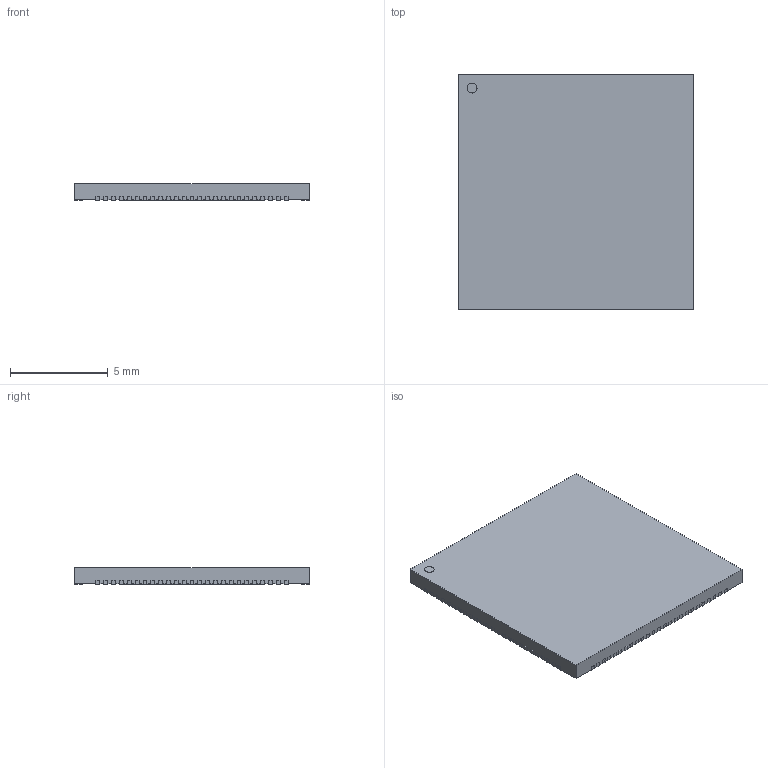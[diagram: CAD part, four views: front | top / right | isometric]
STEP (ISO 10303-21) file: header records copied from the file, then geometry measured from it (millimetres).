
FILE_DESCRIPTION(/* description */ ('model of ArtInChip_QFN-100-1EP_12x12mm_P0.4mm_EP7.4x7.4mm'),/* implementation_level */ '2;1');
FILE_NAME(/* name */ 'ArtInChip_QFN-100-1EP_12x12mm_P0.4mm_EP7.4x7.4mm.step',/* time_stamp */ '2024-09-27T14:03:50',/* author */ ('KiCAD','kicad'),/* organization */ ('OCCT'),/* preprocessor_version */ '',/* originating_system */ 'KiCAD',/* authorisation */ '');
FILE_SCHEMA(('AUTOMOTIVE_DESIGN { 1 0 10303 214 1 1 1 1 }'));
Length unit declared in the file: millimetre
Products named in the file (1): ArtInChip_QFN-100-1EP_12x12mm_P0.4mm_EP7.4x7.4mm
Bounding box: 12 x 12 x 0.85 mm (x, y, z)
Volume: 120.4 mm3; surface area: 330.4 mm2
Topology: 1 solids, 1 shells, 614 faces, 1830 edges, 1220 vertices
Faces by surface type: plane 513, cylinder 101
Full cylindrical faces by diameter (mm): 0.5 x1
Entity records: 25916 total; most frequent: CARTESIAN_POINT 3665, ORIENTED_EDGE 3660, DIRECTION 3262, EDGE_CURVE 1830, LINE 1628, VECTOR 1628, VERTEX_POINT 1220, AXIS2_PLACEMENT_3D 817
